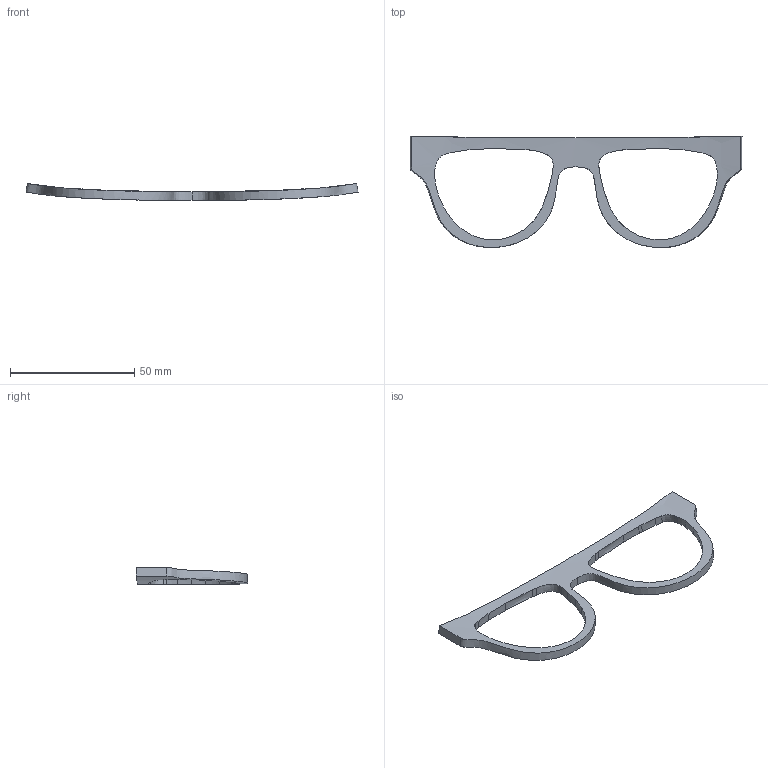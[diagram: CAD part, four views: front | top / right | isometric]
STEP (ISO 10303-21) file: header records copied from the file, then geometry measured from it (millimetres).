
FILE_DESCRIPTION(/* description */ (''),/* implementation_level */ '2;1');
FILE_NAME(/* name */ 'my_glasses_frame_design.step',/* time_stamp */ '2026-02-04T13:27:32Z',/* author */ (''),/* organization */ (''),/* preprocessor_version */ 'ST-DEVELOPER v20.1',/* originating_system */ 'Autodesk Translation Framework v14.24.0.0',/* authorisation */ '');
FILE_SCHEMA (('AUTOMOTIVE_DESIGN { 1 0 10303 214 3 1 1 }'));
Length unit declared in the file: millimetre
Products named in the file (1): my_glasses_design
Bounding box: 133.72 x 44.78 x 6.82 mm (x, y, z)
Volume: 5818 mm3; surface area: 5567.8 mm2
Topology: 1 solids, 1 shells, 60 faces, 174 edges, 116 vertices
Faces by surface type: bspline 60
Entity records: 5905 total; most frequent: CARTESIAN_POINT 4689, ORIENTED_EDGE 348, EDGE_CURVE 174, B_SPLINE_CURVE_WITH_KNOTS 116, VERTEX_POINT 116, EDGE_LOOP 64, FACE_OUTER_BOUND 60, B_SPLINE_SURFACE_WITH_KNOTS 60
